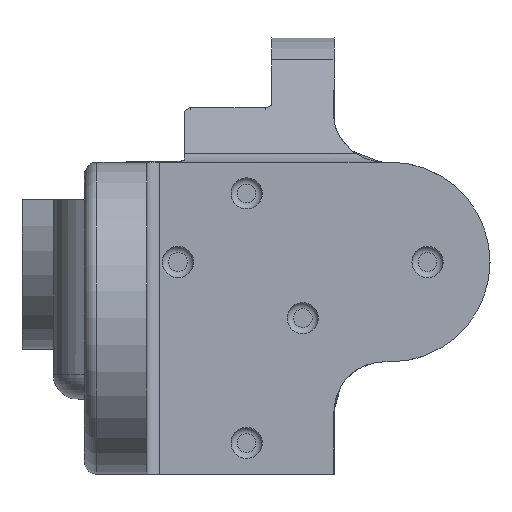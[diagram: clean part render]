
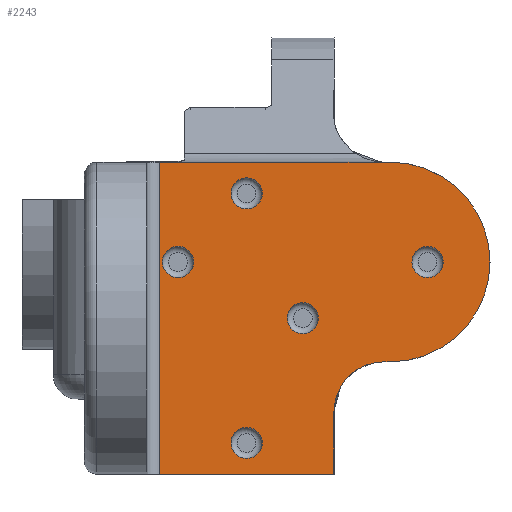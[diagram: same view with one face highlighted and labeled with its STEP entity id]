
A CAD part, left-side view. The second image highlights one B-rep face of the part: STEP entity #2243.
In plain terms, the highlighted planar face has unit normal (-1, 0, 0).
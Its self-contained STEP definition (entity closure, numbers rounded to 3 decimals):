
#38=FACE_BOUND('',#527,.T.);
#39=FACE_BOUND('',#528,.T.);
#40=FACE_BOUND('',#529,.T.);
#41=FACE_BOUND('',#530,.T.);
#42=FACE_BOUND('',#531,.T.);
#113=CIRCLE('',#2410,8.);
#134=CIRCLE('',#2447,2.5);
#137=CIRCLE('',#2454,16.);
#138=CIRCLE('',#2455,2.5);
#139=CIRCLE('',#2456,2.5);
#140=CIRCLE('',#2457,2.5);
#141=CIRCLE('',#2458,2.5);
#291=PLANE('',#2453);
#385=FACE_OUTER_BOUND('',#526,.T.);
#526=EDGE_LOOP('',(#1851,#1852,#1853,#1854,#1855,#1856,#1857));
#527=EDGE_LOOP('',(#1858));
#528=EDGE_LOOP('',(#1859));
#529=EDGE_LOOP('',(#1860));
#530=EDGE_LOOP('',(#1861));
#531=EDGE_LOOP('',(#1862));
#707=LINE('',#4054,#845);
#734=LINE('',#4442,#872);
#742=LINE('',#4463,#880);
#751=LINE('',#4506,#889);
#755=LINE('',#4555,#893);
#845=VECTOR('',#2785,10.);
#872=VECTOR('',#2894,10.);
#880=VECTOR('',#2910,10.);
#889=VECTOR('',#2955,10.);
#893=VECTOR('',#2995,10.);
#1000=VERTEX_POINT('',#4051);
#1001=VERTEX_POINT('',#4053);
#1039=VERTEX_POINT('',#4401);
#1040=VERTEX_POINT('',#4402);
#1041=VERTEX_POINT('',#4441);
#1050=VERTEX_POINT('',#4461);
#1062=VERTEX_POINT('',#4505);
#1069=VERTEX_POINT('',#4545);
#1070=VERTEX_POINT('',#4556);
#1071=VERTEX_POINT('',#4558);
#1072=VERTEX_POINT('',#4560);
#1073=VERTEX_POINT('',#4562);
#1251=EDGE_CURVE('',#1001,#1000,#707,.T.);
#1307=EDGE_CURVE('',#1039,#1040,#113,.T.);
#1314=EDGE_CURVE('',#1040,#1041,#734,.T.);
#1325=EDGE_CURVE('',#1039,#1050,#742,.T.);
#1345=EDGE_CURVE('',#1041,#1062,#751,.T.);
#1355=EDGE_CURVE('',#1069,#1069,#134,.T.);
#1359=EDGE_CURVE('',#1001,#1050,#137,.T.);
#1360=EDGE_CURVE('',#1062,#1000,#755,.T.);
#1361=EDGE_CURVE('',#1070,#1070,#138,.T.);
#1362=EDGE_CURVE('',#1071,#1071,#139,.T.);
#1363=EDGE_CURVE('',#1072,#1072,#140,.T.);
#1364=EDGE_CURVE('',#1073,#1073,#141,.T.);
#1851=ORIENTED_EDGE('',*,*,#1359,.F.);
#1852=ORIENTED_EDGE('',*,*,#1251,.T.);
#1853=ORIENTED_EDGE('',*,*,#1360,.F.);
#1854=ORIENTED_EDGE('',*,*,#1345,.F.);
#1855=ORIENTED_EDGE('',*,*,#1314,.F.);
#1856=ORIENTED_EDGE('',*,*,#1307,.F.);
#1857=ORIENTED_EDGE('',*,*,#1325,.T.);
#1858=ORIENTED_EDGE('',*,*,#1361,.T.);
#1859=ORIENTED_EDGE('',*,*,#1362,.T.);
#1860=ORIENTED_EDGE('',*,*,#1363,.T.);
#1861=ORIENTED_EDGE('',*,*,#1364,.T.);
#1862=ORIENTED_EDGE('',*,*,#1355,.T.);
#2243=ADVANCED_FACE('',(#385,#38,#39,#40,#41,#42),#291,.F.);
#2410=AXIS2_PLACEMENT_3D('',#4403,#2881,#2882);
#2447=AXIS2_PLACEMENT_3D('',#4546,#2978,#2979);
#2453=AXIS2_PLACEMENT_3D('',#4553,#2991,#2992);
#2454=AXIS2_PLACEMENT_3D('',#4554,#2993,#2994);
#2455=AXIS2_PLACEMENT_3D('',#4557,#2996,#2997);
#2456=AXIS2_PLACEMENT_3D('',#4559,#2998,#2999);
#2457=AXIS2_PLACEMENT_3D('',#4561,#3000,#3001);
#2458=AXIS2_PLACEMENT_3D('',#4563,#3002,#3003);
#2785=DIRECTION('',(0.,1.,0.));
#2881=DIRECTION('center_axis',(-1.,0.,0.));
#2882=DIRECTION('ref_axis',(0.,0.707,0.707));
#2894=DIRECTION('',(0.,0.,-1.));
#2910=DIRECTION('',(0.,-1.,0.));
#2955=DIRECTION('',(0.,1.,0.));
#2978=DIRECTION('center_axis',(1.,0.,0.));
#2979=DIRECTION('ref_axis',(0.,0.,-1.));
#2991=DIRECTION('center_axis',(1.,0.,0.));
#2992=DIRECTION('ref_axis',(0.,-1.,0.));
#2993=DIRECTION('center_axis',(1.,0.,0.));
#2994=DIRECTION('ref_axis',(0.,-0.707,-0.707));
#2995=DIRECTION('',(0.,0.,1.));
#2996=DIRECTION('center_axis',(1.,0.,0.));
#2997=DIRECTION('ref_axis',(0.,0.,-1.));
#2998=DIRECTION('center_axis',(1.,0.,0.));
#2999=DIRECTION('ref_axis',(0.,0.,1.));
#3000=DIRECTION('center_axis',(1.,0.,0.));
#3001=DIRECTION('ref_axis',(0.,0.,1.));
#3002=DIRECTION('center_axis',(1.,0.,0.));
#3003=DIRECTION('ref_axis',(0.,0.,-1.));
#4051=CARTESIAN_POINT('',(-50.,28.,5.));
#4053=CARTESIAN_POINT('',(-50.,-9.,5.));
#4054=CARTESIAN_POINT('',(-50.,-25.,5.));
#4401=CARTESIAN_POINT('',(-50.,-8.,-27.));
#4402=CARTESIAN_POINT('',(-50.,0.,-35.));
#4403=CARTESIAN_POINT('Origin',(-50.,-8.,-35.));
#4441=CARTESIAN_POINT('',(-50.,0.,-45.));
#4442=CARTESIAN_POINT('',(-50.,0.,-2.5));
#4461=CARTESIAN_POINT('',(-50.,-9.,-27.));
#4463=CARTESIAN_POINT('',(-50.,0.,-27.));
#4505=CARTESIAN_POINT('',(-50.,28.,-45.));
#4506=CARTESIAN_POINT('',(-50.,15.,-45.));
#4545=CARTESIAN_POINT('',(-50.,-15.,-8.5));
#4546=CARTESIAN_POINT('Origin',(-50.,-15.,-11.));
#4553=CARTESIAN_POINT('Origin',(-50.,30.,5.));
#4554=CARTESIAN_POINT('Origin',(-50.,-9.,-11.));
#4555=CARTESIAN_POINT('',(-50.,28.,-7.5));
#4556=CARTESIAN_POINT('',(-50.,5.,-17.5));
#4557=CARTESIAN_POINT('Origin',(-50.,5.,-20.));
#4558=CARTESIAN_POINT('',(-50.,14.,-2.5));
#4559=CARTESIAN_POINT('Origin',(-50.,14.,0.));
#4560=CARTESIAN_POINT('',(-50.,14.,-42.5));
#4561=CARTESIAN_POINT('Origin',(-50.,14.,-40.));
#4562=CARTESIAN_POINT('',(-50.,25.,-8.5));
#4563=CARTESIAN_POINT('Origin',(-50.,25.,-11.));
